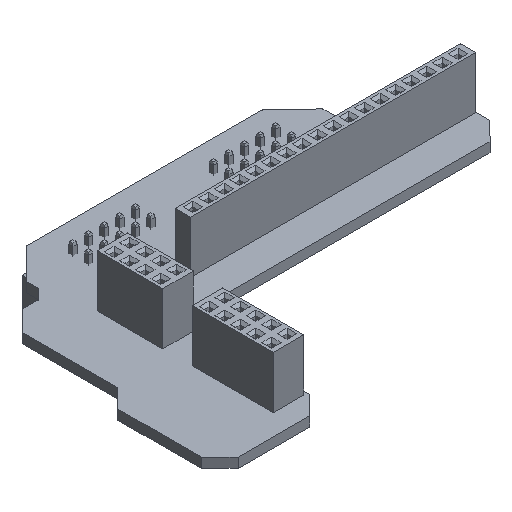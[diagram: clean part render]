
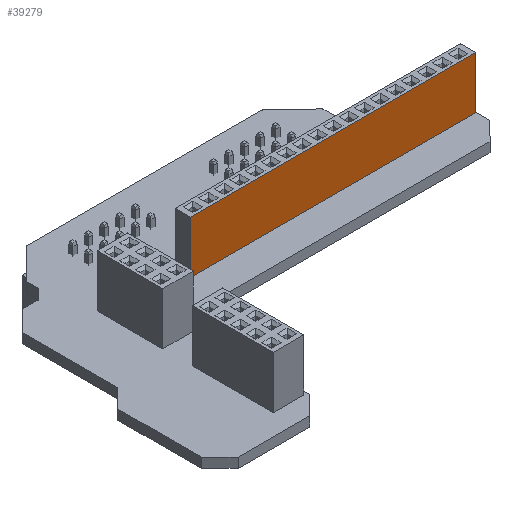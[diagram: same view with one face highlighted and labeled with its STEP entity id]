
A CAD part, isometric view. The second image highlights one B-rep face of the part: STEP entity #39279.
In plain terms, the highlighted planar face has unit normal (0, -1, 0).
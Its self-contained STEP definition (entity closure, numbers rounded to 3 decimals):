
#29 = VERTEX_POINT ( 'NONE', #10656 ) ;
#435 = EDGE_LOOP ( 'NONE', ( #32971, #25989, #21828, #15910 ) ) ;
#660 = DIRECTION ( 'NONE',  ( 0., 0., -1. ) ) ;
#2538 = AXIS2_PLACEMENT_3D ( 'NONE', #13727, #36428, #16990 ) ;
#2783 = LINE ( 'NONE', #36249, #27658 ) ;
#4221 = CARTESIAN_POINT ( 'NONE',  ( -23.225, -1.27, 8.5 ) ) ;
#10050 = VERTEX_POINT ( 'NONE', #21091 ) ;
#10656 = CARTESIAN_POINT ( 'NONE',  ( -23.225, -1.27, 0. ) ) ;
#12472 = CARTESIAN_POINT ( 'NONE',  ( 23.225, -1.27, 8.5 ) ) ;
#13577 = EDGE_CURVE ( 'NONE', #39068, #10050, #2783, .T. ) ;
#13727 = CARTESIAN_POINT ( 'NONE',  ( -23.225, -1.27, 8.5 ) ) ;
#14960 = EDGE_CURVE ( 'NONE', #30151, #29, #18717, .T. ) ;
#15910 = ORIENTED_EDGE ( 'NONE', *, *, #14960, .T. ) ;
#16714 = PLANE ( 'NONE',  #2538 ) ;
#16990 = DIRECTION ( 'NONE',  ( 0., 0., 1. ) ) ;
#17692 = VECTOR ( 'NONE', #38274, 1000. ) ;
#18717 = LINE ( 'NONE', #31640, #17692 ) ;
#21091 = CARTESIAN_POINT ( 'NONE',  ( 23.225, -1.27, 0. ) ) ;
#21277 = EDGE_CURVE ( 'NONE', #30151, #39068, #40636, .T. ) ;
#21828 = ORIENTED_EDGE ( 'NONE', *, *, #21277, .F. ) ;
#22634 = VECTOR ( 'NONE', #26804, 1000. ) ;
#23545 = CARTESIAN_POINT ( 'NONE',  ( -23.225, -1.27, 0. ) ) ;
#23699 = DIRECTION ( 'NONE',  ( 1., 0., 0. ) ) ;
#24749 = FACE_OUTER_BOUND ( 'NONE', #435, .T. ) ;
#25713 = EDGE_CURVE ( 'NONE', #29, #10050, #31268, .T. ) ;
#25989 = ORIENTED_EDGE ( 'NONE', *, *, #13577, .F. ) ;
#26804 = DIRECTION ( 'NONE',  ( 1., 0., 0. ) ) ;
#27658 = VECTOR ( 'NONE', #660, 1000. ) ;
#30151 = VERTEX_POINT ( 'NONE', #41274 ) ;
#30982 = VECTOR ( 'NONE', #23699, 1000. ) ;
#31268 = LINE ( 'NONE', #23545, #22634 ) ;
#31640 = CARTESIAN_POINT ( 'NONE',  ( -23.225, -1.27, 8.5 ) ) ;
#32971 = ORIENTED_EDGE ( 'NONE', *, *, #25713, .T. ) ;
#36249 = CARTESIAN_POINT ( 'NONE',  ( 23.225, -1.27, 8.5 ) ) ;
#36428 = DIRECTION ( 'NONE',  ( 0., 1., 0. ) ) ;
#38274 = DIRECTION ( 'NONE',  ( 0., 0., -1. ) ) ;
#39068 = VERTEX_POINT ( 'NONE', #12472 ) ;
#39279 = ADVANCED_FACE ( 'NONE', ( #24749 ), #16714, .F. ) ;
#40636 = LINE ( 'NONE', #4221, #30982 ) ;
#41274 = CARTESIAN_POINT ( 'NONE',  ( -23.225, -1.27, 8.5 ) ) ;
